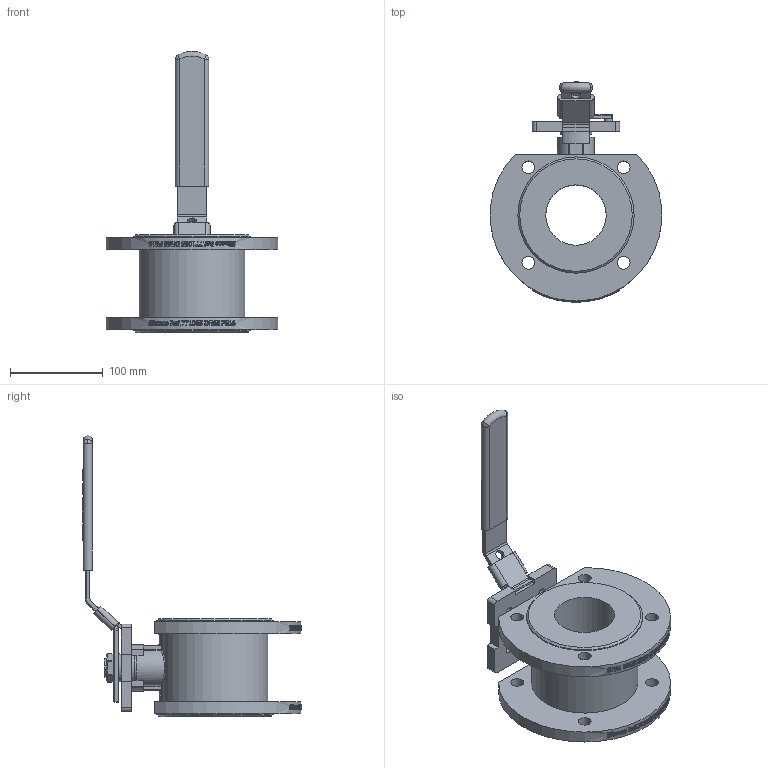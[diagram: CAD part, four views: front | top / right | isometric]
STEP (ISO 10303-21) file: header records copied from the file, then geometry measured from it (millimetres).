
FILE_DESCRIPTION(/* description */ ('771065'),/* implementation_level */ '2;1');
FILE_NAME(/* name */ '771065.stp',/* time_stamp */ '2017-05-22T13:52:40+02:00',/* author */ ('jmorand'),/* organization */ ('Sferaco'),/* preprocessor_version */ 'ST-DEVELOPER v16.5',/* originating_system */ 'Autodesk Inventor 2017',/* authorisation */ '');
FILE_SCHEMA (('AUTOMOTIVE_DESIGN { 1 0 10303 214 3 1 1 }'));
Products named in the file (1): 771065_bd
Bounding box: 184.31 x 236.5 x 302.48 mm (x, y, z)
Volume: 1310548 mm3; surface area: 197784.5 mm2
Topology: 1 solids, 6 shells, 1612 faces, 4341 edges, 2847 vertices
Faces by surface type: bspline 714, plane 649, cylinder 217, torus 16, sphere 12, cone 4
Full cylindrical faces by diameter (mm): 4.917 x1, 8 x1, 9 x4, 10 x1, 13.835 x8, 20 x1, 20.5 x1, 27 x1, 30 x1, 34 x1, 38 x2, 41.5 x1, 65 x1, 125 x2
Entity records: 66484 total; most frequent: CARTESIAN_POINT 28498, ORIENTED_EDGE 8604, DIRECTION 5543, EDGE_CURVE 4301, VERTEX_POINT 2838, LINE 2261, VECTOR 2261, EDGE_LOOP 1800
